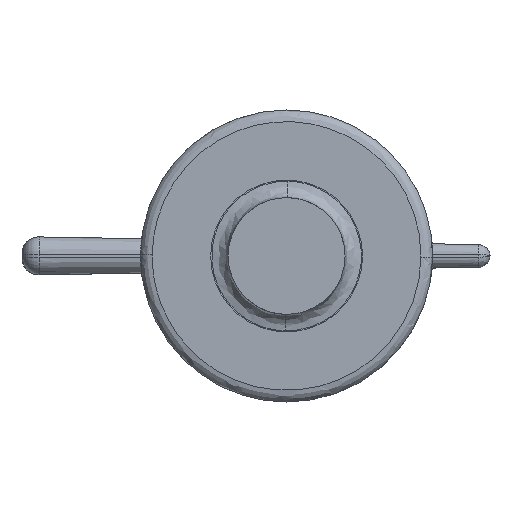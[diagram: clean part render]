
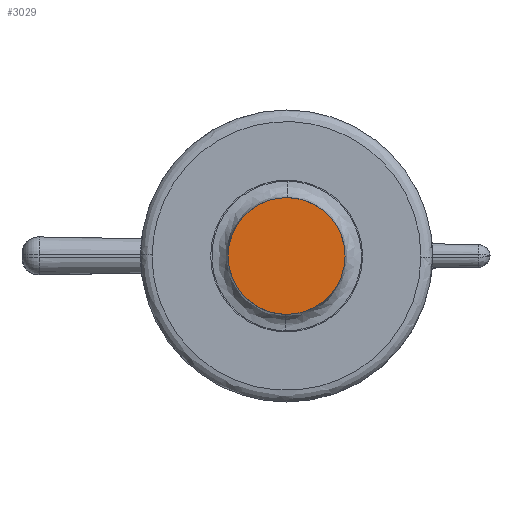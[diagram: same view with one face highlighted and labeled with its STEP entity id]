
A CAD part, left-side view. The second image highlights one B-rep face of the part: STEP entity #3029.
In plain terms, the highlighted planar face has unit normal (-1, 0, 0).
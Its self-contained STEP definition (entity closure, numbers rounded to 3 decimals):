
#71 = VERTEX_POINT ( 'NONE', #4579 ) ;
#614 = DIRECTION ( 'NONE',  ( 1., 0., 0. ) ) ;
#708 = AXIS2_PLACEMENT_3D ( 'NONE', #2804, #614, #1704 ) ;
#747 = CIRCLE ( 'NONE', #3439, 25. ) ;
#870 = EDGE_CURVE ( 'NONE', #4160, #71, #747, .T. ) ;
#943 = CARTESIAN_POINT ( 'NONE',  ( -170., 0., 0. ) ) ;
#1268 = DIRECTION ( 'NONE',  ( 0., 0., 1. ) ) ;
#1310 = DIRECTION ( 'NONE',  ( 1., 0., 0. ) ) ;
#1615 = CARTESIAN_POINT ( 'NONE',  ( -170., 0., 0. ) ) ;
#1704 = DIRECTION ( 'NONE',  ( 0., 0., 1. ) ) ;
#1884 = EDGE_CURVE ( 'NONE', #71, #4160, #4456, .T. ) ;
#2134 = ORIENTED_EDGE ( 'NONE', *, *, #1884, .F. ) ;
#2273 = PLANE ( 'NONE',  #4037 ) ;
#2484 = EDGE_LOOP ( 'NONE', ( #2134, #3403 ) ) ;
#2800 = FACE_OUTER_BOUND ( 'NONE', #2484, .T. ) ;
#2804 = CARTESIAN_POINT ( 'NONE',  ( -170., 0., 0. ) ) ;
#3029 = ADVANCED_FACE ( 'NONE', ( #2800 ), #2273, .T. ) ;
#3403 = ORIENTED_EDGE ( 'NONE', *, *, #870, .F. ) ;
#3439 = AXIS2_PLACEMENT_3D ( 'NONE', #943, #1310, #3759 ) ;
#3484 = CARTESIAN_POINT ( 'NONE',  ( -170., 0., -25. ) ) ;
#3759 = DIRECTION ( 'NONE',  ( 0., 0., 1. ) ) ;
#4037 = AXIS2_PLACEMENT_3D ( 'NONE', #1615, #4495, #1268 ) ;
#4160 = VERTEX_POINT ( 'NONE', #3484 ) ;
#4456 = CIRCLE ( 'NONE', #708, 25. ) ;
#4495 = DIRECTION ( 'NONE',  ( -1., 0., 0. ) ) ;
#4579 = CARTESIAN_POINT ( 'NONE',  ( -170., 0., 25. ) ) ;
